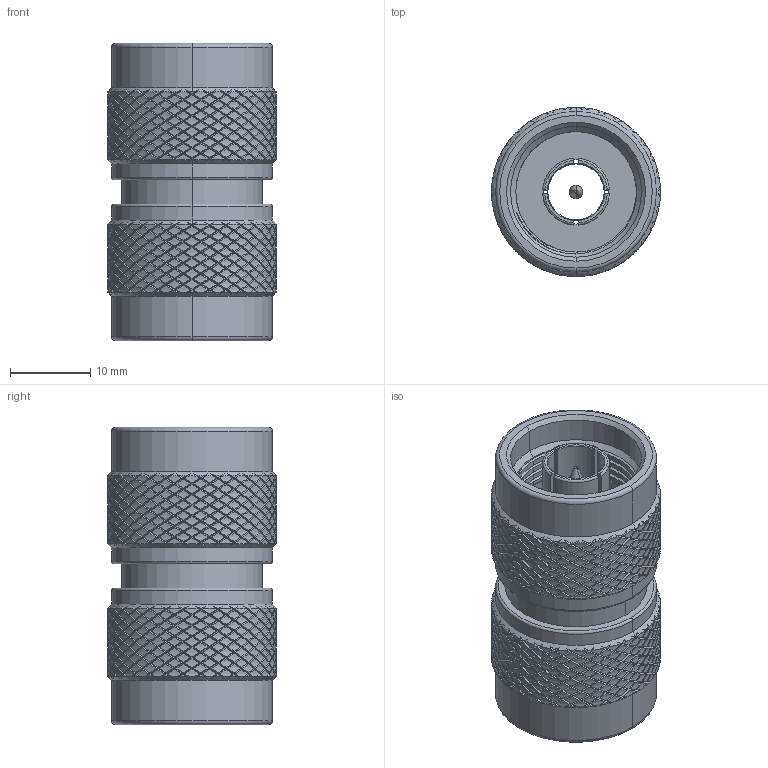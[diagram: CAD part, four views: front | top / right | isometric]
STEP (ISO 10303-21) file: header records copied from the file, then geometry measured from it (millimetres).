
FILE_DESCRIPTION (( 'STEP AP214' ), '1' );
FILE_NAME ('25-514-B3.STEP', '2025-02-27T20:28:04', ( '' ), ( '' ), 'SwSTEP 2.0', 'SolidWorks 2024', '' );
FILE_SCHEMA (( 'AUTOMOTIVE_DESIGN' ));
Products named in the file (1): 25-514-B3
Bounding box: 21 x 21 x 37 mm (x, y, z)
Surface area: 6116.2 mm2 (no closed solid volume)
Topology: 0 solids, 12 shells, 4353 faces, 9272 edges, 4866 vertices
Faces by surface type: bspline 3362, cylinder 912, plane 31, cone 28, torus 16, sphere 4
Entity records: 218855 total; most frequent: CARTESIAN_POINT 165226, ORIENTED_EDGE 18274, EDGE_CURVE 9272, VERTEX_POINT 4866, EDGE_LOOP 4358, ADVANCED_FACE 4353, FACE_OUTER_BOUND 4353, DIRECTION 2946
